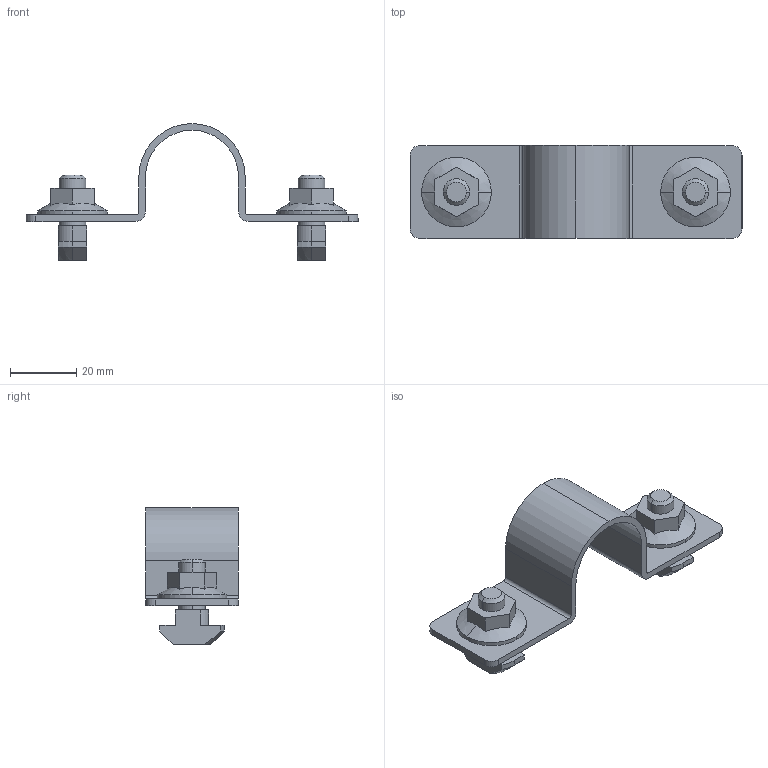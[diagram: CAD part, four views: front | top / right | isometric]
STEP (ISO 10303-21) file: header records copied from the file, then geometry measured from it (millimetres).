
FILE_DESCRIPTION (( 'STEP AP214' ), '1' );
FILE_NAME ('6750028', '2019-02-01T13:00:28', ( '' ), ('JUGARD+KÜNSTNER GmbH'), 'SwSTEP 2.0', 'SolidWorks 2017', '' );
FILE_SCHEMA (( 'AUTOMOTIVE_DESIGN' ));
Length unit declared in the file: millimetre
Products named in the file (1): 6750028_CNAJF00
Bounding box: 100 x 28 x 41.2 mm (x, y, z)
Volume: 13835.2 mm3; surface area: 10835.2 mm2
Topology: 1 solids, 1 shells, 102 faces, 262 edges, 172 vertices
Faces by surface type: plane 54, cylinder 36, cone 12
Entity records: 3240 total; most frequent: CARTESIAN_POINT 677, DIRECTION 532, ORIENTED_EDGE 524, EDGE_CURVE 262, AXIS2_PLACEMENT_3D 187, VERTEX_POINT 172, VECTOR 158, LINE 158
